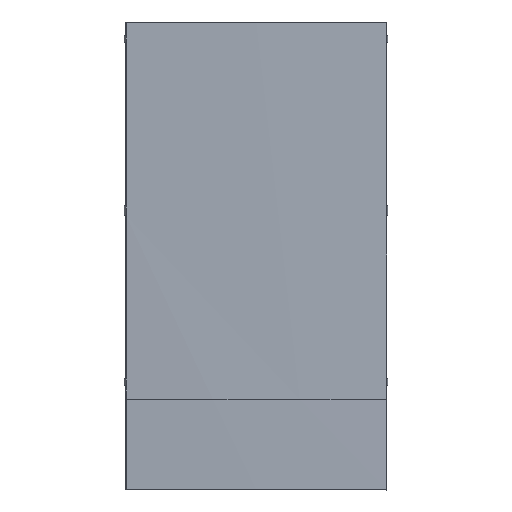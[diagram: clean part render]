
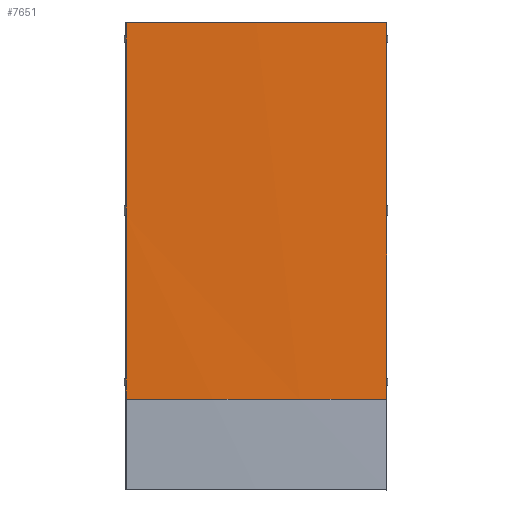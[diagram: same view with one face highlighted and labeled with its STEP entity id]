
A CAD part, top view. The second image highlights one B-rep face of the part: STEP entity #7651.
In plain terms, the highlighted cylindrical face has radius 4442.86 mm (diameter 8885.71 mm), a partial arc.
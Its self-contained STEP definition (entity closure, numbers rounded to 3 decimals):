
#13=CARTESIAN_POINT('',(266.535,477.535,27.008));
#14=CARTESIAN_POINT('',(236.976,477.504,27.893));
#15=CARTESIAN_POINT('',(177.856,477.461,29.074));
#16=CARTESIAN_POINT('',(89.144,477.461,29.074));
#17=CARTESIAN_POINT('',(30.024,477.504,27.893));
#18=CARTESIAN_POINT('',(0.465,477.535,27.008));
#37=CARTESIAN_POINT('',(266.535,92.52,27.008));
#39=DIRECTION('',(0.,1.,0.));
#40=VECTOR('',#39,385.015);
#41=CARTESIAN_POINT('',(266.535,92.52,27.008));
#42=LINE('',#41,#40);
#43=CARTESIAN_POINT('',(266.535,477.535,27.008));
#100=CARTESIAN_POINT('',(133.5,92.52,-4413.856));
#101=DIRECTION('',(0.,1.,0.));
#102=DIRECTION('',(-0.03,0.,1.));
#103=AXIS2_PLACEMENT_3D('',#100,#101,#102);
#112=DIRECTION('',(0.,1.,0.));
#113=VECTOR('',#112,13.85);
#114=CARTESIAN_POINT('',(0.465,92.52,27.008));
#115=LINE('',#114,#113);
#116=DIRECTION('',(0.,1.,0.));
#117=VECTOR('',#116,7.);
#118=CARTESIAN_POINT('',(0.465,106.37,27.008));
#119=LINE('',#118,#117);
#120=DIRECTION('',(0.,1.,0.));
#121=VECTOR('',#120,166.8);
#122=CARTESIAN_POINT('',(0.465,113.37,27.008));
#123=LINE('',#122,#121);
#124=DIRECTION('',(0.,1.,0.));
#125=VECTOR('',#124,10.);
#126=CARTESIAN_POINT('',(0.465,280.17,27.008));
#127=LINE('',#126,#125);
#128=DIRECTION('',(0.,1.,0.));
#129=VECTOR('',#128,166.8);
#130=CARTESIAN_POINT('',(0.465,290.17,27.008));
#131=LINE('',#130,#129);
#132=DIRECTION('',(0.,1.,0.));
#133=VECTOR('',#132,7.);
#134=CARTESIAN_POINT('',(0.465,456.97,27.008));
#135=LINE('',#134,#133);
#136=DIRECTION('',(0.,1.,0.));
#137=VECTOR('',#136,13.565);
#138=CARTESIAN_POINT('',(0.465,463.97,27.008));
#139=LINE('',#138,#137);
#5863=VERTEX_POINT('',#43);
#5864=VERTEX_POINT('',#18);
#5866=VERTEX_POINT('',#37);
#5913=CARTESIAN_POINT('',(0.465,92.52,27.008));
#5914=VERTEX_POINT('',#5913);
#5916=CARTESIAN_POINT('',(0.465,106.37,27.008));
#5917=VERTEX_POINT('',#5916);
#5918=CARTESIAN_POINT('',(0.465,113.37,27.008));
#5919=VERTEX_POINT('',#5918);
#5920=CARTESIAN_POINT('',(0.465,280.17,27.008));
#5921=VERTEX_POINT('',#5920);
#5922=CARTESIAN_POINT('',(0.465,290.17,27.008));
#5923=VERTEX_POINT('',#5922);
#5924=CARTESIAN_POINT('',(0.465,456.97,27.008));
#5925=VERTEX_POINT('',#5924);
#5926=CARTESIAN_POINT('',(0.465,463.97,27.008));
#5927=VERTEX_POINT('',#5926);
#7627=CARTESIAN_POINT('',(133.5,92.52,-4413.856));
#7628=DIRECTION('',(0.,1.,0.));
#7629=DIRECTION('',(1.,0.,0.));
#7630=AXIS2_PLACEMENT_3D('',#7627,#7628,#7629);
#7631=CYLINDRICAL_SURFACE('',#7630,4442.856);
#7632=ORIENTED_EDGE('',*,*,#7617,.F.);
#7634=ORIENTED_EDGE('',*,*,#7633,.T.);
#7636=ORIENTED_EDGE('',*,*,#7635,.T.);
#7638=ORIENTED_EDGE('',*,*,#7637,.T.);
#7640=ORIENTED_EDGE('',*,*,#7639,.T.);
#7642=ORIENTED_EDGE('',*,*,#7641,.T.);
#7644=ORIENTED_EDGE('',*,*,#7643,.T.);
#7646=ORIENTED_EDGE('',*,*,#7645,.T.);
#7647=ORIENTED_EDGE('',*,*,#7539,.F.);
#7648=ORIENTED_EDGE('',*,*,#7556,.F.);
#7649=EDGE_LOOP('',(#7632,#7634,#7636,#7638,#7640,#7642,#7644,#7646,#7647,
#7648));
#7650=FACE_OUTER_BOUND('',#7649,.F.);
#7651=ADVANCED_FACE('',(#7650),#7631,.T.);
#19=B_SPLINE_CURVE_WITH_KNOTS('',3,(#13,#14,#15,#16,#17,#18),.UNSPECIFIED.,.F.,
.F.,(4,1,1,4),(0.,0.333,0.667,1.),.UNSPECIFIED.);
#104=CIRCLE('',#103,4442.856);
#7539=EDGE_CURVE('',#5863,#5864,#19,.T.);
#7556=EDGE_CURVE('',#5866,#5863,#42,.T.);
#7617=EDGE_CURVE('',#5914,#5866,#104,.T.);
#7633=EDGE_CURVE('',#5914,#5917,#115,.T.);
#7635=EDGE_CURVE('',#5917,#5919,#119,.T.);
#7637=EDGE_CURVE('',#5919,#5921,#123,.T.);
#7639=EDGE_CURVE('',#5921,#5923,#127,.T.);
#7641=EDGE_CURVE('',#5923,#5925,#131,.T.);
#7643=EDGE_CURVE('',#5925,#5927,#135,.T.);
#7645=EDGE_CURVE('',#5927,#5864,#139,.T.);
